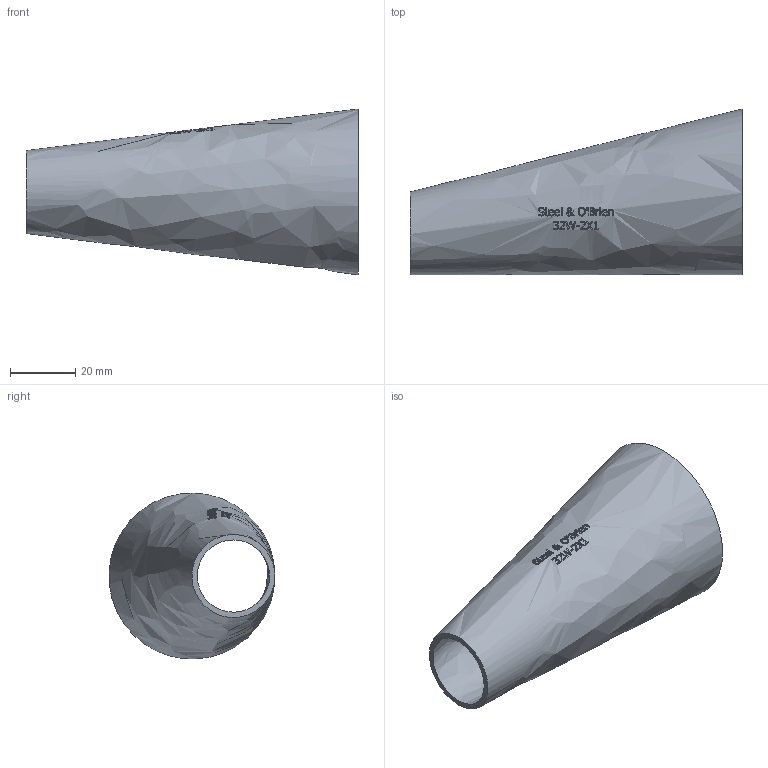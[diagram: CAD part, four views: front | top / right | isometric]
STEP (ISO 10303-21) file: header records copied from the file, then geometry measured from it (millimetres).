
FILE_DESCRIPTION(/* description */ (''),/* implementation_level */ '2;1');
FILE_NAME(/* name */ '32W-2X1.stp',/* time_stamp */ '2019-07-31T11:51:57-04:00',/* author */ ('rick'),/* organization */ (''),/* preprocessor_version */ 'ST-DEVELOPER v15.2',/* originating_system */ 'Autodesk Inventor 2014',/* authorisation */ '');
FILE_SCHEMA (('AUTOMOTIVE_DESIGN { 1 0 10303 214 3 1 1 }'));
Length unit declared in the file: inch
Products named in the file (1): 32W-2X1
Bounding box: 101.6 x 50.74 x 50.76 mm (x, y, z)
Volume: 19204.4 mm3; surface area: 23943.6 mm2
Topology: 1 solids, 1 shells, 343 faces, 970 edges, 648 vertices
Faces by surface type: bspline 202, plane 141
Entity records: 14313 total; most frequent: CARTESIAN_POINT 7039, ORIENTED_EDGE 1940, EDGE_CURVE 970, DIRECTION 780, VERTEX_POINT 648, B_SPLINE_CURVE_WITH_KNOTS 514, EDGE_LOOP 364, ADVANCED_FACE 343
